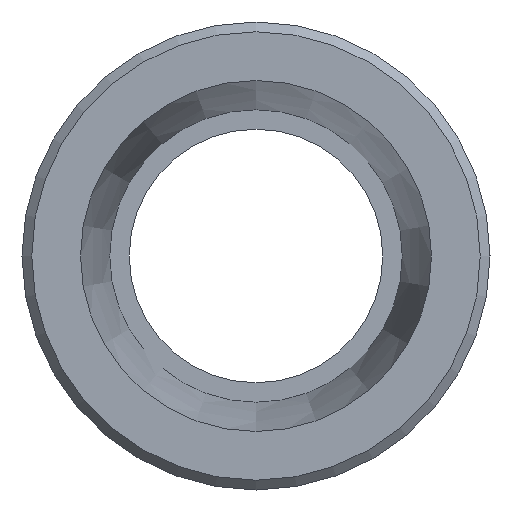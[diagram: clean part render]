
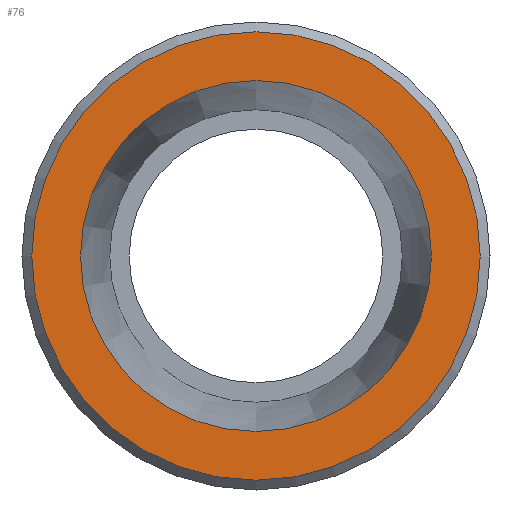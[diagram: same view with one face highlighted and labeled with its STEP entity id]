
A CAD part, left-side view. The second image highlights one B-rep face of the part: STEP entity #76.
In plain terms, the highlighted planar face has unit normal (-1, 0, 0).
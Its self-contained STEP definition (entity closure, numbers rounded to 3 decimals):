
#76 = ADVANCED_FACE( '', ( #92, #93 ), #94, .T. );
#92 = FACE_BOUND( '', #131, .T. );
#93 = FACE_OUTER_BOUND( '', #132, .T. );
#94 = PLANE( '', #133 );
#131 = EDGE_LOOP( '', ( #172 ) );
#132 = EDGE_LOOP( '', ( #173 ) );
#133 = AXIS2_PLACEMENT_3D( '', #174, #175, #176 );
#172 = ORIENTED_EDGE( '', *, *, #234, .T. );
#173 = ORIENTED_EDGE( '', *, *, #232, .F. );
#174 = CARTESIAN_POINT( '', ( -31.9, 19.167, 0. ) );
#175 = DIRECTION( '', ( -1., 0., 0. ) );
#176 = DIRECTION( '', ( 0., 0., 1. ) );
#232 = EDGE_CURVE( '', #245, #245, #246, .T. );
#234 = EDGE_CURVE( '', #249, #249, #250, .T. );
#245 = VERTEX_POINT( '', #271 );
#246 = CIRCLE( '', #272, 19.167 );
#249 = VERTEX_POINT( '', #275 );
#250 = CIRCLE( '', #276, 15. );
#271 = CARTESIAN_POINT( '', ( -31.9, 0., -19.167 ) );
#272 = AXIS2_PLACEMENT_3D( '', #297, #298, #299 );
#275 = CARTESIAN_POINT( '', ( -31.9, 0., -15. ) );
#276 = AXIS2_PLACEMENT_3D( '', #303, #304, #305 );
#297 = CARTESIAN_POINT( '', ( -31.9, 0., 0. ) );
#298 = DIRECTION( '', ( 1., 0., 0. ) );
#299 = DIRECTION( '', ( 0., 0., -1. ) );
#303 = CARTESIAN_POINT( '', ( -31.9, 0., 0. ) );
#304 = DIRECTION( '', ( 1., 0., 0. ) );
#305 = DIRECTION( '', ( 0., 0., -1. ) );
